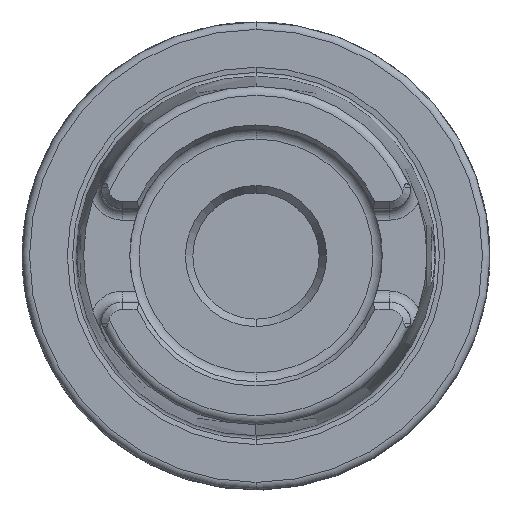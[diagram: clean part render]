
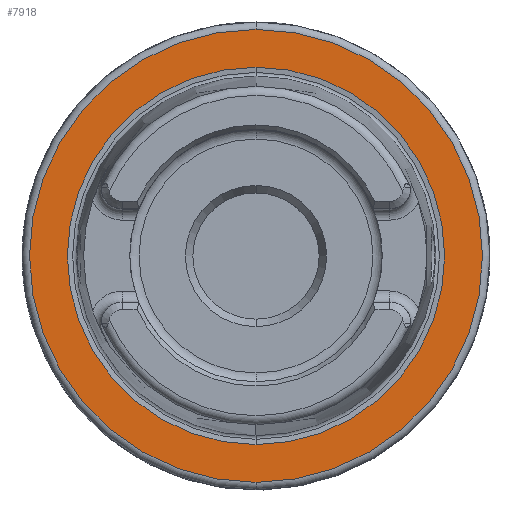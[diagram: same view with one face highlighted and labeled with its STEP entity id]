
A CAD part, top view. The second image highlights one B-rep face of the part: STEP entity #7918.
In plain terms, the highlighted planar face has unit normal (0, 0, 1).
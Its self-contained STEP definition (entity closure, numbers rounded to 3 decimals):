
#1732=CARTESIAN_POINT('',(0,0,26));
#1733=DIRECTION('',(0,0,1));
#1734=DIRECTION('',(0,1,0));
#1735=AXIS2_PLACEMENT_3D('',#1732,#1733,#1734);
#1737=CARTESIAN_POINT('',(0,0,26));
#1738=DIRECTION('',(0,0,1));
#1739=DIRECTION('',(0,-1,0));
#1740=AXIS2_PLACEMENT_3D('',#1737,#1738,#1739);
#1750=CARTESIAN_POINT('',(0,0,26));
#1751=DIRECTION('',(0,0,1));
#1752=DIRECTION('',(0,1,0));
#1753=AXIS2_PLACEMENT_3D('',#1750,#1751,#1752);
#1755=CARTESIAN_POINT('',(0,0,26));
#1756=DIRECTION('',(0,0,-1));
#1757=DIRECTION('',(0,1,0));
#1758=AXIS2_PLACEMENT_3D('',#1755,#1756,#1757);
#5148=CARTESIAN_POINT('',(0,25.409,26));
#5150=VERTEX_POINT('',#5148);
#5184=CARTESIAN_POINT('',(0,-25.409,26));
#5186=VERTEX_POINT('',#5184);
#5250=CARTESIAN_POINT('',(0,30.5,26));
#5251=CARTESIAN_POINT('',(0,-30.5,26));
#5252=VERTEX_POINT('',#5250);
#5253=VERTEX_POINT('',#5251);
#7902=CARTESIAN_POINT('',(0,0,26));
#7903=DIRECTION('',(0,0,-1));
#7904=DIRECTION('',(0,-1,0));
#7905=AXIS2_PLACEMENT_3D('',#7902,#7903,#7904);
#7906=PLANE('',#7905);
#7908=ORIENTED_EDGE('',*,*,#7907,.F.);
#7909=ORIENTED_EDGE('',*,*,#7892,.F.);
#7910=EDGE_LOOP('',(#7908,#7909));
#7911=FACE_OUTER_BOUND('',#7910,.F.);
#7913=ORIENTED_EDGE('',*,*,#7912,.T.);
#7915=ORIENTED_EDGE('',*,*,#7914,.F.);
#7916=EDGE_LOOP('',(#7913,#7915));
#7917=FACE_BOUND('',#7916,.F.);
#7918=ADVANCED_FACE('',(#7911,#7917),#7906,.F.);
#1736=CIRCLE('',#1735,30.5);
#1741=CIRCLE('',#1740,30.5);
#1754=CIRCLE('',#1753,25.409);
#1759=CIRCLE('',#1758,25.409);
#7892=EDGE_CURVE('',#5253,#5252,#1741,.T.);
#7907=EDGE_CURVE('',#5252,#5253,#1736,.T.);
#7912=EDGE_CURVE('',#5150,#5186,#1754,.T.);
#7914=EDGE_CURVE('',#5150,#5186,#1759,.T.);
